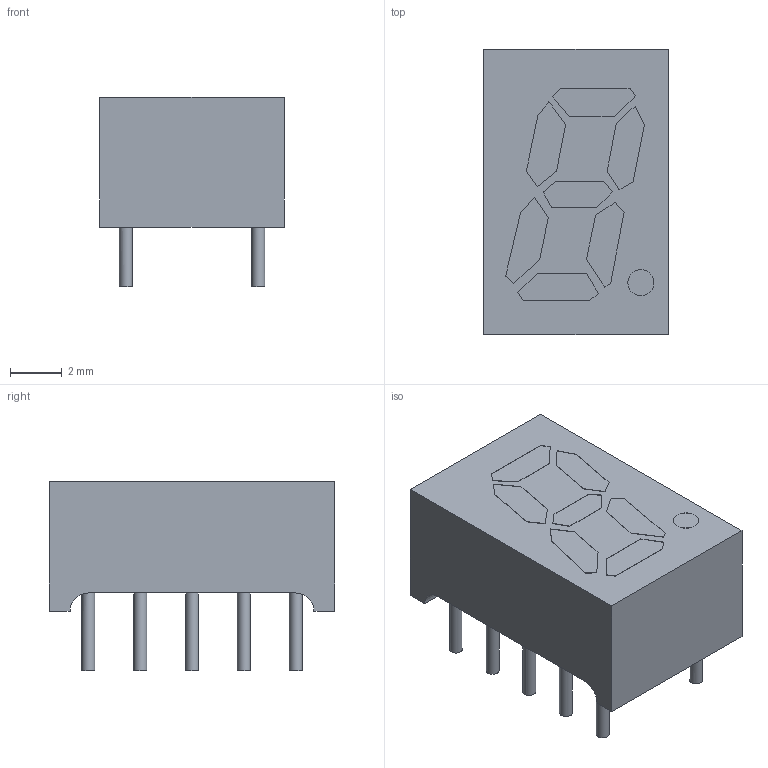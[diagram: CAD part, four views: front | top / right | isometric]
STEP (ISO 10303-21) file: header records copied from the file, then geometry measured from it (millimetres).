
FILE_DESCRIPTION(('FreeCAD Model'),'2;1');
FILE_NAME('Pad005.step','2018-06-08T08:21:59',('kicad StepUp'),('ksu MCAD'), 'Open CASCADE STEP processor 7.1','FreeCAD','Unknown');
FILE_SCHEMA(('AUTOMOTIVE_DESIGN { 1 0 10303 214 1 1 1 1 }'));
Length unit declared in the file: millimetre
Products named in the file (1): Pad005
Bounding box: 7.1 x 11 x 7.31 mm (x, y, z)
Volume: 351.4 mm3; surface area: 377.7 mm2
Topology: 1 solids, 1 shells, 81 faces, 195 edges, 130 vertices
Faces by surface type: plane 68, cylinder 13
Full cylindrical faces by diameter (mm): 0.5 x10, 1 x1
Entity records: 3219 total; most frequent: CARTESIAN_POINT 727, ORIENTED_EDGE 390, DIRECTION 377, EDGE_CURVE 195, LINE 161, VECTOR 161, VERTEX_POINT 130, AXIS2_PLACEMENT_3D 108
